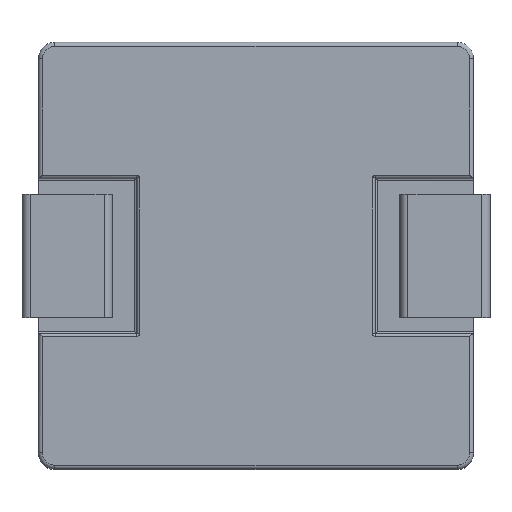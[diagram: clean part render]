
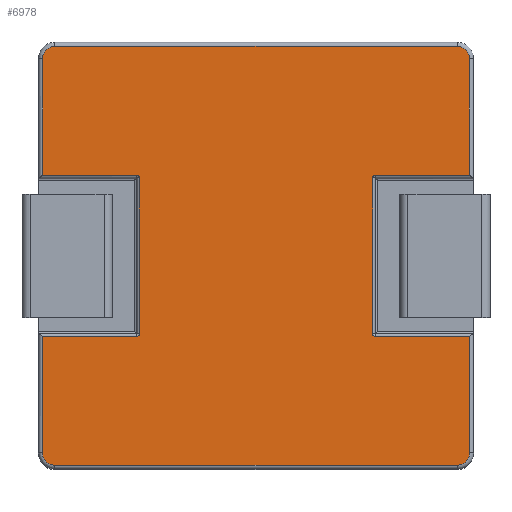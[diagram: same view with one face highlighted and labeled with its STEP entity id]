
A CAD part, top view. The second image highlights one B-rep face of the part: STEP entity #6978.
In plain terms, the highlighted planar face has unit normal (0, 0, 1).
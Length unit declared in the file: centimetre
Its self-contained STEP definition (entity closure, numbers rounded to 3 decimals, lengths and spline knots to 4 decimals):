
#145=PLANE('',#7361);
#337=CIRCLE('',#7362,0.003);
#338=CIRCLE('',#7363,0.015);
#339=CIRCLE('',#7364,0.015);
#340=CIRCLE('',#7365,0.003);
#341=CIRCLE('',#7366,0.003);
#342=CIRCLE('',#7367,0.015);
#343=CIRCLE('',#7368,0.015);
#344=CIRCLE('',#7369,0.003);
#1185=ORIENTED_EDGE('',*,*,#2482,.F.);
#1186=ORIENTED_EDGE('',*,*,#2483,.T.);
#1187=ORIENTED_EDGE('',*,*,#2484,.T.);
#1188=ORIENTED_EDGE('',*,*,#2485,.T.);
#1189=ORIENTED_EDGE('',*,*,#2486,.T.);
#1190=ORIENTED_EDGE('',*,*,#2487,.T.);
#1191=ORIENTED_EDGE('',*,*,#2488,.T.);
#1192=ORIENTED_EDGE('',*,*,#2489,.T.);
#1193=ORIENTED_EDGE('',*,*,#2490,.F.);
#1194=ORIENTED_EDGE('',*,*,#2491,.T.);
#1195=ORIENTED_EDGE('',*,*,#2492,.F.);
#1196=ORIENTED_EDGE('',*,*,#2493,.T.);
#1197=ORIENTED_EDGE('',*,*,#2494,.T.);
#1198=ORIENTED_EDGE('',*,*,#2495,.T.);
#1199=ORIENTED_EDGE('',*,*,#2496,.T.);
#1200=ORIENTED_EDGE('',*,*,#2497,.T.);
#1201=ORIENTED_EDGE('',*,*,#2498,.T.);
#1202=ORIENTED_EDGE('',*,*,#2499,.T.);
#1203=ORIENTED_EDGE('',*,*,#2500,.F.);
#1204=ORIENTED_EDGE('',*,*,#2501,.T.);
#2482=EDGE_CURVE('',#3168,#3169,#337,.T.);
#2483=EDGE_CURVE('',#3168,#3170,#3548,.F.);
#2484=EDGE_CURVE('',#3170,#3171,#3549,.T.);
#2485=EDGE_CURVE('',#3171,#3172,#338,.T.);
#2486=EDGE_CURVE('',#3172,#3173,#3550,.T.);
#2487=EDGE_CURVE('',#3173,#3174,#339,.T.);
#2488=EDGE_CURVE('',#3174,#3175,#3551,.T.);
#2489=EDGE_CURVE('',#3175,#3176,#3552,.F.);
#2490=EDGE_CURVE('',#3177,#3176,#340,.T.);
#2491=EDGE_CURVE('',#3177,#3178,#3553,.F.);
#2492=EDGE_CURVE('',#3179,#3178,#341,.T.);
#2493=EDGE_CURVE('',#3179,#3180,#3554,.F.);
#2494=EDGE_CURVE('',#3180,#3181,#3555,.T.);
#2495=EDGE_CURVE('',#3181,#3182,#342,.T.);
#2496=EDGE_CURVE('',#3182,#3183,#3556,.T.);
#2497=EDGE_CURVE('',#3183,#3184,#343,.T.);
#2498=EDGE_CURVE('',#3184,#3185,#3557,.T.);
#2499=EDGE_CURVE('',#3185,#3186,#3558,.F.);
#2500=EDGE_CURVE('',#3187,#3186,#344,.T.);
#2501=EDGE_CURVE('',#3187,#3169,#3559,.F.);
#3168=VERTEX_POINT('',#11260);
#3169=VERTEX_POINT('',#11261);
#3170=VERTEX_POINT('',#11263);
#3171=VERTEX_POINT('',#11265);
#3172=VERTEX_POINT('',#11267);
#3173=VERTEX_POINT('',#11269);
#3174=VERTEX_POINT('',#11271);
#3175=VERTEX_POINT('',#11273);
#3176=VERTEX_POINT('',#11275);
#3177=VERTEX_POINT('',#11277);
#3178=VERTEX_POINT('',#11279);
#3179=VERTEX_POINT('',#11281);
#3180=VERTEX_POINT('',#11283);
#3181=VERTEX_POINT('',#11285);
#3182=VERTEX_POINT('',#11287);
#3183=VERTEX_POINT('',#11289);
#3184=VERTEX_POINT('',#11291);
#3185=VERTEX_POINT('',#11293);
#3186=VERTEX_POINT('',#11295);
#3187=VERTEX_POINT('',#11297);
#3548=LINE('',#11262,#3973);
#3549=LINE('',#11264,#3974);
#3550=LINE('',#11268,#3975);
#3551=LINE('',#11272,#3976);
#3552=LINE('',#11274,#3977);
#3553=LINE('',#11278,#3978);
#3554=LINE('',#11282,#3979);
#3555=LINE('',#11284,#3980);
#3556=LINE('',#11288,#3981);
#3557=LINE('',#11292,#3982);
#3558=LINE('',#11294,#3983);
#3559=LINE('',#11298,#3984);
#3973=VECTOR('',#8111,100.);
#3974=VECTOR('',#8112,100.);
#3975=VECTOR('',#8115,100.);
#3976=VECTOR('',#8118,100.);
#3977=VECTOR('',#8119,100.);
#3978=VECTOR('',#8122,100.);
#3979=VECTOR('',#8125,100.);
#3980=VECTOR('',#8126,100.);
#3981=VECTOR('',#8129,100.);
#3982=VECTOR('',#8132,100.);
#3983=VECTOR('',#8133,100.);
#3984=VECTOR('',#8136,100.);
#4308=EDGE_LOOP('',(#1185,#1186,#1187,#1188,#1189,#1190,#1191,#1192,#1193,
#1194,#1195,#1196,#1197,#1198,#1199,#1200,#1201,#1202,#1203,#1204));
#4619=FACE_BOUND('',#4308,.T.);
#6978=ADVANCED_FACE('',(#4619),#145,.T.);
#7361=AXIS2_PLACEMENT_3D('',#11258,#8107,#8108);
#7362=AXIS2_PLACEMENT_3D('',#11259,#8109,#8110);
#7363=AXIS2_PLACEMENT_3D('',#11266,#8113,#8114);
#7364=AXIS2_PLACEMENT_3D('',#11270,#8116,#8117);
#7365=AXIS2_PLACEMENT_3D('',#11276,#8120,#8121);
#7366=AXIS2_PLACEMENT_3D('',#11280,#8123,#8124);
#7367=AXIS2_PLACEMENT_3D('',#11286,#8127,#8128);
#7368=AXIS2_PLACEMENT_3D('',#11290,#8130,#8131);
#7369=AXIS2_PLACEMENT_3D('',#11296,#8134,#8135);
#8107=DIRECTION('',(0.,0.,1.));
#8108=DIRECTION('',(1.,0.,0.));
#8109=DIRECTION('',(0.,0.,1.));
#8110=DIRECTION('',(1.,0.,0.));
#8111=DIRECTION('',(-1.,0.,0.));
#8112=DIRECTION('',(0.,1.,0.));
#8113=DIRECTION('',(0.,0.,1.));
#8114=DIRECTION('',(1.,0.,0.));
#8115=DIRECTION('',(-1.,0.,0.));
#8116=DIRECTION('',(0.,0.,1.));
#8117=DIRECTION('',(1.,0.,0.));
#8118=DIRECTION('',(0.,-1.,0.));
#8119=DIRECTION('',(-1.,0.,0.));
#8120=DIRECTION('',(0.,0.,1.));
#8121=DIRECTION('',(1.,0.,0.));
#8122=DIRECTION('',(0.,1.,0.));
#8123=DIRECTION('',(0.,0.,1.));
#8124=DIRECTION('',(1.,0.,0.));
#8125=DIRECTION('',(1.,0.,0.));
#8126=DIRECTION('',(0.,-1.,0.));
#8127=DIRECTION('',(0.,0.,1.));
#8128=DIRECTION('',(1.,0.,0.));
#8129=DIRECTION('',(1.,0.,0.));
#8130=DIRECTION('',(0.,0.,1.));
#8131=DIRECTION('',(1.,0.,0.));
#8132=DIRECTION('',(0.,1.,0.));
#8133=DIRECTION('',(1.,0.,0.));
#8134=DIRECTION('',(0.,0.,1.));
#8135=DIRECTION('',(1.,0.,0.));
#8136=DIRECTION('',(0.,-1.,0.));
#11258=CARTESIAN_POINT('',(0.,0.,0.205));
#11259=CARTESIAN_POINT('',(0.145,0.095,0.205));
#11260=CARTESIAN_POINT('',(0.145,0.098,0.205));
#11261=CARTESIAN_POINT('',(0.142,0.095,0.205));
#11262=CARTESIAN_POINT('',(0.26,0.098,0.205));
#11263=CARTESIAN_POINT('',(0.26,0.098,0.205));
#11264=CARTESIAN_POINT('',(0.26,0.,0.205));
#11265=CARTESIAN_POINT('',(0.26,0.24,0.205));
#11266=CARTESIAN_POINT('',(0.245,0.24,0.205));
#11267=CARTESIAN_POINT('',(0.245,0.255,0.205));
#11268=CARTESIAN_POINT('',(0.,0.255,0.205));
#11269=CARTESIAN_POINT('',(-0.245,0.255,0.205));
#11270=CARTESIAN_POINT('',(-0.245,0.24,0.205));
#11271=CARTESIAN_POINT('',(-0.26,0.24,0.205));
#11272=CARTESIAN_POINT('',(-0.26,0.,0.205));
#11273=CARTESIAN_POINT('',(-0.26,0.098,0.205));
#11274=CARTESIAN_POINT('',(-0.145,0.098,0.205));
#11275=CARTESIAN_POINT('',(-0.145,0.098,0.205));
#11276=CARTESIAN_POINT('',(-0.145,0.095,0.205));
#11277=CARTESIAN_POINT('',(-0.142,0.095,0.205));
#11278=CARTESIAN_POINT('',(-0.142,-0.095,0.205));
#11279=CARTESIAN_POINT('',(-0.142,-0.095,0.205));
#11280=CARTESIAN_POINT('',(-0.145,-0.095,0.205));
#11281=CARTESIAN_POINT('',(-0.145,-0.098,0.205));
#11282=CARTESIAN_POINT('',(-0.26,-0.098,0.205));
#11283=CARTESIAN_POINT('',(-0.26,-0.098,0.205));
#11284=CARTESIAN_POINT('',(-0.26,0.,0.205));
#11285=CARTESIAN_POINT('',(-0.26,-0.24,0.205));
#11286=CARTESIAN_POINT('',(-0.245,-0.24,0.205));
#11287=CARTESIAN_POINT('',(-0.245,-0.255,0.205));
#11288=CARTESIAN_POINT('',(0.,-0.255,0.205));
#11289=CARTESIAN_POINT('',(0.245,-0.255,0.205));
#11290=CARTESIAN_POINT('',(0.245,-0.24,0.205));
#11291=CARTESIAN_POINT('',(0.26,-0.24,0.205));
#11292=CARTESIAN_POINT('',(0.26,0.,0.205));
#11293=CARTESIAN_POINT('',(0.26,-0.098,0.205));
#11294=CARTESIAN_POINT('',(0.145,-0.098,0.205));
#11295=CARTESIAN_POINT('',(0.145,-0.098,0.205));
#11296=CARTESIAN_POINT('',(0.145,-0.095,0.205));
#11297=CARTESIAN_POINT('',(0.142,-0.095,0.205));
#11298=CARTESIAN_POINT('',(0.142,0.095,0.205));
